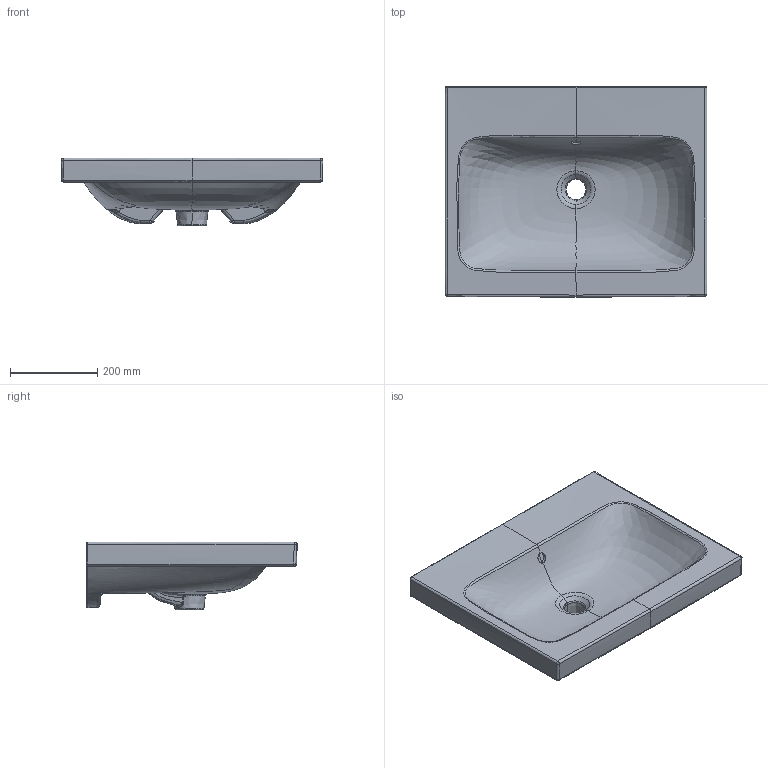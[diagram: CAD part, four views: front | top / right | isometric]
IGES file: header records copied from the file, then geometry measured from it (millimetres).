
Global section: file name: 501.834.00.3; native system: Autodesk Inventor 2018; preprocessor: unknown; author: JANAN; date: 20211001.114028; units: millimetre
Bounding box: 599.08 x 481.82 x 155 mm (x, y, z)
Volume: 10775056 mm3; surface area: 898639.5 mm2
Topology: 1 solids, 1 shells, 242 faces, 589 edges, 336 vertices
Faces by surface type: bspline 242
